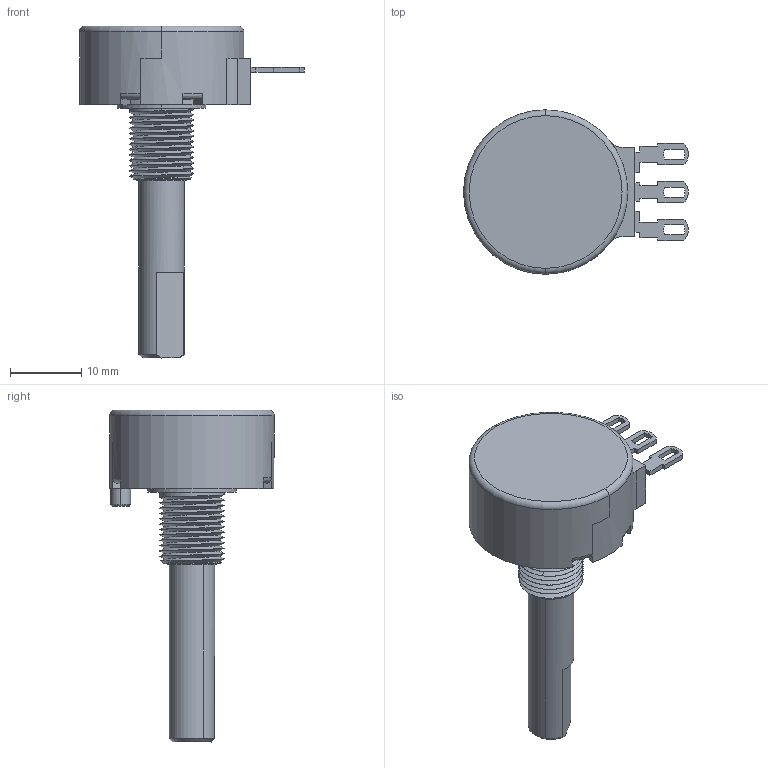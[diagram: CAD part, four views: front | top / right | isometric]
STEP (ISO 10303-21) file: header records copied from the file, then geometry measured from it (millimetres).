
FILE_DESCRIPTION((''),'2;1');
FILE_NAME('F24KN5WB5KB7L35FC12','2018-08-23T',('ro0015'),(''),'PRO/ENGINEER BY PARAMETRIC TECHNOLOGY CORPORATION, 2012480','PRO/ENGINEER BY PARAMETRIC TECHNOLOGY CORPORATION, 2012480','');
FILE_SCHEMA(('CONFIG_CONTROL_DESIGN'));
Length unit declared in the file: millimetre
Products named in the file (1): F24KN5WB5KB7L35FC12
Bounding box: 31.5 x 23 x 46.5 mm (x, y, z)
Volume: 3213.2 mm3; surface area: 5156.3 mm2
Topology: 1 solids, 1 shells, 331 faces, 915 edges, 592 vertices
Faces by surface type: plane 169, cylinder 121, torus 24, cone 9, bspline 8
Entity records: 17353 total; most frequent: CARTESIAN_POINT 6986, ORIENTED_EDGE 1830, DIRECTION 1780, EDGE_CURVE 915, AXIS2_PLACEMENT_3D 622, VERTEX_POINT 592, VECTOR 536, LINE 536
